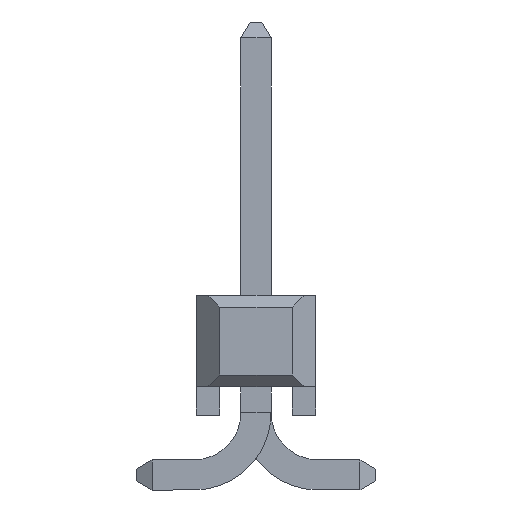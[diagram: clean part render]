
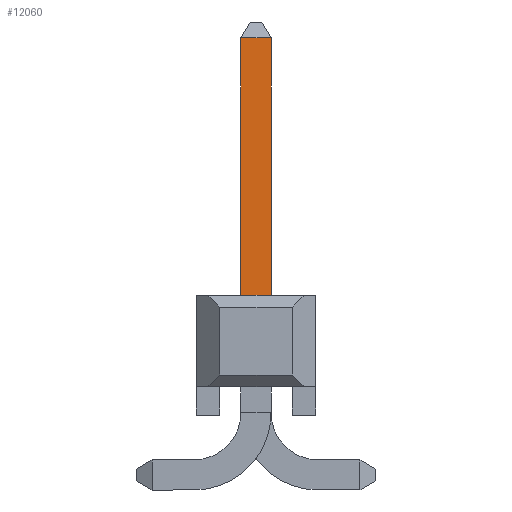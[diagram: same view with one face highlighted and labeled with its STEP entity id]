
A CAD part, left-side view. The second image highlights one B-rep face of the part: STEP entity #12060.
In plain terms, the highlighted planar face has unit normal (-1, 0, 0).
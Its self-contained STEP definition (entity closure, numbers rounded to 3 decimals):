
#1082=FACE_OUTER_BOUND('',#1755,.T.);
#1755=EDGE_LOOP('',(#10679,#10680,#10681,#10682));
#3250=LINE('',#18841,#4822);
#3294=LINE('',#18938,#4866);
#3300=LINE('',#18948,#4872);
#3301=LINE('',#18951,#4873);
#4822=VECTOR('',#15558,10.);
#4866=VECTOR('',#15644,0.64);
#4872=VECTOR('',#15658,7.952);
#4873=VECTOR('',#15663,7.952);
#5872=VERTEX_POINT('',#18835);
#5874=VERTEX_POINT('',#18839);
#5904=VERTEX_POINT('',#18930);
#5906=VERTEX_POINT('',#18936);
#7454=EDGE_CURVE('',#5874,#5872,#3250,.T.);
#7502=EDGE_CURVE('',#5904,#5906,#3294,.T.);
#7508=EDGE_CURVE('',#5904,#5874,#3300,.T.);
#7509=EDGE_CURVE('',#5906,#5872,#3301,.T.);
#10679=ORIENTED_EDGE('',*,*,#7454,.F.);
#10680=ORIENTED_EDGE('',*,*,#7508,.F.);
#10681=ORIENTED_EDGE('',*,*,#7502,.T.);
#10682=ORIENTED_EDGE('',*,*,#7509,.T.);
#11416=PLANE('',#12773);
#12060=ADVANCED_FACE('',(#1082),#11416,.T.);
#12773=AXIS2_PLACEMENT_3D('',#18950,#15661,#15662);
#15558=DIRECTION('',(0.,1.,0.));
#15644=DIRECTION('',(0.,1.,0.));
#15658=DIRECTION('',(0.,0.,-1.));
#15661=DIRECTION('center_axis',(-1.,0.,0.));
#15662=DIRECTION('ref_axis',(0.,1.,0.));
#15663=DIRECTION('',(0.,0.,-1.));
#18835=CARTESIAN_POINT('',(-0.32,0.32,4.13));
#18839=CARTESIAN_POINT('',(-0.32,-0.32,4.13));
#18841=CARTESIAN_POINT('',(-0.32,-0.16,4.13));
#18930=CARTESIAN_POINT('',(-0.32,-0.32,9.592));
#18936=CARTESIAN_POINT('',(-0.32,0.32,9.592));
#18938=CARTESIAN_POINT('',(-0.32,-0.32,9.592));
#18948=CARTESIAN_POINT('',(-0.32,-0.32,9.592));
#18950=CARTESIAN_POINT('Origin',(-0.32,-0.32,
9.93));
#18951=CARTESIAN_POINT('',(-0.32,0.32,9.592));
